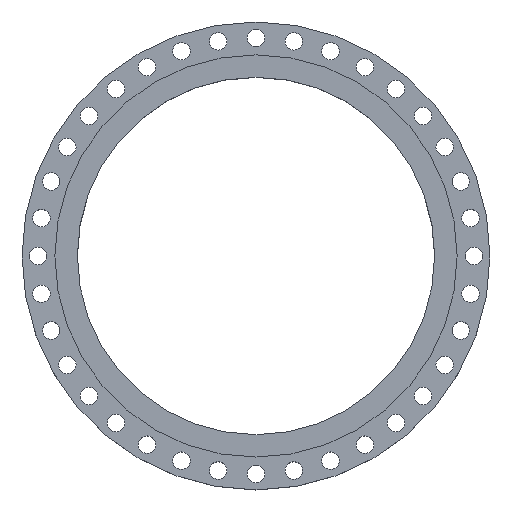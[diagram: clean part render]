
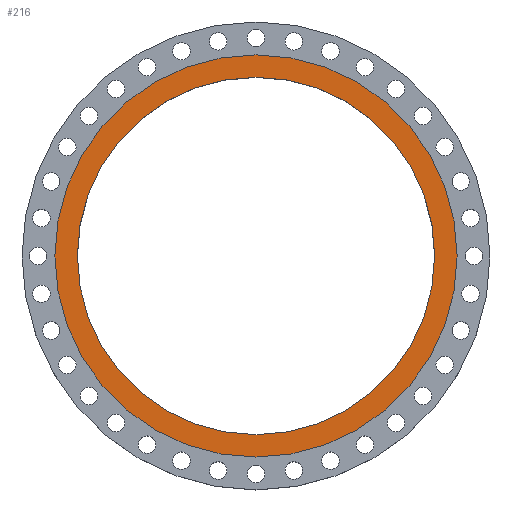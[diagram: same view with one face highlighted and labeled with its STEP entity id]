
A CAD part, top view. The second image highlights one B-rep face of the part: STEP entity #216.
In plain terms, the highlighted planar face has unit normal (0, 0, 1).
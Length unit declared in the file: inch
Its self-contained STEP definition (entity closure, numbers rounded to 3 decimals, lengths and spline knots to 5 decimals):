
#136 = FACE_BOUND ( 'NONE', #2072, .T. ) ;
#182 = PLANE ( 'NONE',  #2104 ) ;
#216 = ADVANCED_FACE ( 'NONE', ( #136, #2098 ), #182, .F. ) ;
#332 = CIRCLE ( 'NONE', #2946, 18.75 ) ;
#338 = CIRCLE ( 'NONE', #2843, 16.65625 ) ;
#351 = CARTESIAN_POINT ( 'NONE',  ( 0., 0., 0. ) ) ;
#354 = DIRECTION ( 'NONE',  ( 0., 0., 1. ) ) ;
#397 = DIRECTION ( 'NONE',  ( 1., 0., 0. ) ) ;
#451 = CARTESIAN_POINT ( 'NONE',  ( -16.65625, 0., 0. ) ) ;
#636 = CIRCLE ( 'NONE', #1810, 18.75 ) ;
#663 = VERTEX_POINT ( 'NONE', #451 ) ;
#867 = DIRECTION ( 'NONE',  ( 1., 0., 0. ) ) ;
#878 = CIRCLE ( 'NONE', #1813, 16.65625 ) ;
#893 = VERTEX_POINT ( 'NONE', #1095 ) ;
#900 = CARTESIAN_POINT ( 'NONE',  ( 0., 16.65625, 0. ) ) ;
#911 = CARTESIAN_POINT ( 'NONE',  ( 16.65625, 0., 0. ) ) ;
#1023 = DIRECTION ( 'NONE',  ( 1., 0., 0. ) ) ;
#1095 = CARTESIAN_POINT ( 'NONE',  ( -18.75, 0., 0. ) ) ;
#1172 = CARTESIAN_POINT ( 'NONE',  ( 0., 0., 0. ) ) ;
#1324 = DIRECTION ( 'NONE',  ( 0., 0., 1. ) ) ;
#1378 = ORIENTED_EDGE ( 'NONE', *, *, #2459, .T. ) ;
#1529 = ORIENTED_EDGE ( 'NONE', *, *, #2684, .T. ) ;
#1594 = ORIENTED_EDGE ( 'NONE', *, *, #1745, .F. ) ;
#1683 = VERTEX_POINT ( 'NONE', #2871 ) ;
#1745 = EDGE_CURVE ( 'NONE', #3016, #663, #338, .T. ) ;
#1810 = AXIS2_PLACEMENT_3D ( 'NONE', #351, #1324, #397 ) ;
#1813 = AXIS2_PLACEMENT_3D ( 'NONE', #2857, #354, #867 ) ;
#1872 = DIRECTION ( 'NONE',  ( 0., 0., -1. ) ) ;
#1988 = DIRECTION ( 'NONE',  ( 0., 0., 1. ) ) ;
#2068 = DIRECTION ( 'NONE',  ( -1., 0., 0. ) ) ;
#2072 = EDGE_LOOP ( 'NONE', ( #1594, #2865 ) ) ;
#2098 = FACE_OUTER_BOUND ( 'NONE', #3063, .T. ) ;
#2104 = AXIS2_PLACEMENT_3D ( 'NONE', #900, #1872, #2068 ) ;
#2128 = DIRECTION ( 'NONE',  ( 1., 0., 0. ) ) ;
#2459 = EDGE_CURVE ( 'NONE', #893, #1683, #636, .T. ) ;
#2473 = CARTESIAN_POINT ( 'NONE',  ( 0., 0., 0. ) ) ;
#2684 = EDGE_CURVE ( 'NONE', #1683, #893, #332, .T. ) ;
#2843 = AXIS2_PLACEMENT_3D ( 'NONE', #1172, #3143, #2128 ) ;
#2857 = CARTESIAN_POINT ( 'NONE',  ( 0., 0., 0. ) ) ;
#2865 = ORIENTED_EDGE ( 'NONE', *, *, #2916, .F. ) ;
#2871 = CARTESIAN_POINT ( 'NONE',  ( 18.75, 0., 0. ) ) ;
#2916 = EDGE_CURVE ( 'NONE', #663, #3016, #878, .T. ) ;
#2946 = AXIS2_PLACEMENT_3D ( 'NONE', #2473, #1988, #1023 ) ;
#3016 = VERTEX_POINT ( 'NONE', #911 ) ;
#3063 = EDGE_LOOP ( 'NONE', ( #1529, #1378 ) ) ;
#3143 = DIRECTION ( 'NONE',  ( 0., 0., 1. ) ) ;
